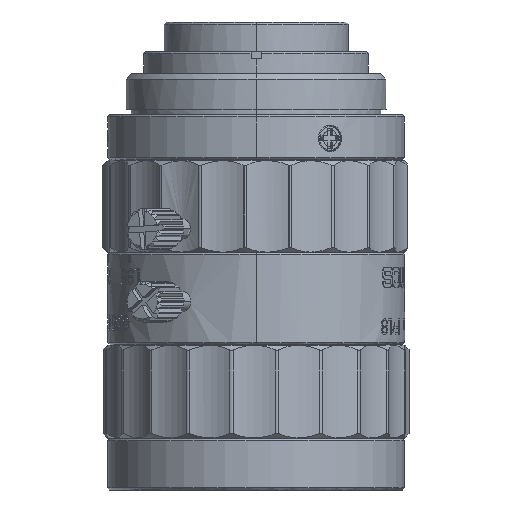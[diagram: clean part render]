
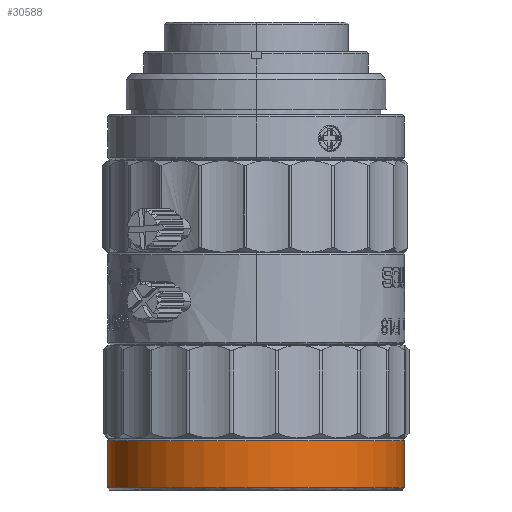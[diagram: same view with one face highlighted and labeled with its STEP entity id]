
A CAD part, left-side view. The second image highlights one B-rep face of the part: STEP entity #30588.
In plain terms, the highlighted free-form (B-spline) face has degree [1, 3] with [2, 4] control points.
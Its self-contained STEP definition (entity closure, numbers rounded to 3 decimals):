
#481 =( BOUNDED_CURVE ( )  B_SPLINE_CURVE ( 3, ( #72763, #8184, #58170, #52007 ),
 .UNSPECIFIED., .F., .F. ) 
 B_SPLINE_CURVE_WITH_KNOTS ( ( 4, 4 ),
 ( -3.142, 0. ),
 .UNSPECIFIED. ) 
 CURVE ( )  GEOMETRIC_REPRESENTATION_ITEM ( )  RATIONAL_B_SPLINE_CURVE ( ( 1., 0.333, 0.333, 1. ) ) 
 REPRESENTATION_ITEM ( '' )  );
#5871 = B_SPLINE_CURVE_WITH_KNOTS ( 'NONE', 1,
 ( #76757, #12182 ),
 .UNSPECIFIED., .F., .F.,
 ( 2, 2 ),
 ( -1., 0. ),
 .UNSPECIFIED. ) ;
#8184 = CARTESIAN_POINT ( 'NONE',  ( -14.5, -14.5, -9.41 ) ) ;
#10577 = VERTEX_POINT ( 'NONE', #48834 ) ;
#10979 =( BOUNDED_CURVE ( )  B_SPLINE_CURVE ( 3, ( #26685, #29816, #43925, #55387 ),
 .UNSPECIFIED., .F., .T. ) 
 B_SPLINE_CURVE_WITH_KNOTS ( ( 4, 4 ),
 ( -3.142, 0. ),
 .UNSPECIFIED. ) 
 CURVE ( )  GEOMETRIC_REPRESENTATION_ITEM ( )  RATIONAL_B_SPLINE_CURVE ( ( 1., 0.333, 0.333, 1. ) ) 
 REPRESENTATION_ITEM ( '' )  );
#11117 = FACE_OUTER_BOUND ( 'NONE', #17636, .T. ) ;
#12182 = CARTESIAN_POINT ( 'NONE',  ( 14.5, -14.5, -9.41 ) ) ;
#16797 = CARTESIAN_POINT ( 'NONE',  ( 14.5, -14.5, -9.41 ) ) ;
#17636 = EDGE_LOOP ( 'NONE', ( #78116, #65558, #72043, #79590 ) ) ;
#19892 = CARTESIAN_POINT ( 'NONE',  ( 14.5, -14.5, -9.41 ) ) ;
#20137 = CARTESIAN_POINT ( 'NONE',  ( 14.5, 14.5, -9.41 ) ) ;
#23433 = CARTESIAN_POINT ( 'NONE',  ( -14.5, -14.5, -14.01 ) ) ;
#26685 = CARTESIAN_POINT ( 'NONE',  ( 14.5, -14.5, -14.01 ) ) ;
#27744 = CARTESIAN_POINT ( 'NONE',  ( 14.5, -14.5, -14.01 ) ) ;
#29816 = CARTESIAN_POINT ( 'NONE',  ( -14.5, -14.5, -14.01 ) ) ;
#30588 = ADVANCED_FACE ( 'NONE', ( #11117 ), #47064, .F. ) ;
#34355 = EDGE_CURVE ( 'NONE', #83762, #43533, #10979, .T. ) ;
#43533 = VERTEX_POINT ( 'NONE', #71886 ) ;
#43925 = CARTESIAN_POINT ( 'NONE',  ( -14.5, 14.5, -14.01 ) ) ;
#47064 =( BOUNDED_SURFACE ( )  B_SPLINE_SURFACE ( 1, 3, ( 
 ( #73838, #87961, #23433, #82284 ),
 ( #75220, #59696, #52608, #16797 ) ),
 .UNSPECIFIED., .F., .F., .F. ) 
 B_SPLINE_SURFACE_WITH_KNOTS ( ( 2, 2 ),
 ( 4, 4 ),
 ( 0., 1. ),
 ( 0., 1. ),
 .UNSPECIFIED. ) 
 GEOMETRIC_REPRESENTATION_ITEM ( )  RATIONAL_B_SPLINE_SURFACE ( (
 ( 1., 0.333, 0.333, 1.),
 ( 1., 0.333, 0.333, 1.) ) ) 
 REPRESENTATION_ITEM ( '' )  SURFACE ( )  );
#48834 = CARTESIAN_POINT ( 'NONE',  ( 14.5, 14.5, -9.41 ) ) ;
#52007 = CARTESIAN_POINT ( 'NONE',  ( 14.5, 14.5, -9.41 ) ) ;
#52608 = CARTESIAN_POINT ( 'NONE',  ( -14.5, -14.5, -9.41 ) ) ;
#54993 = CARTESIAN_POINT ( 'NONE',  ( 14.5, 14.5, -14.01 ) ) ;
#55387 = CARTESIAN_POINT ( 'NONE',  ( 14.5, 14.5, -14.01 ) ) ;
#55727 = EDGE_CURVE ( 'NONE', #10577, #43533, #87710, .T. ) ;
#58170 = CARTESIAN_POINT ( 'NONE',  ( -14.5, 14.5, -9.41 ) ) ;
#59696 = CARTESIAN_POINT ( 'NONE',  ( -14.5, 14.5, -9.41 ) ) ;
#61497 = VERTEX_POINT ( 'NONE', #19892 ) ;
#65558 = ORIENTED_EDGE ( 'NONE', *, *, #89026, .T. ) ;
#70369 = EDGE_CURVE ( 'NONE', #61497, #10577, #481, .T. ) ;
#71886 = CARTESIAN_POINT ( 'NONE',  ( 14.5, 14.5, -14.01 ) ) ;
#72043 = ORIENTED_EDGE ( 'NONE', *, *, #70369, .T. ) ;
#72763 = CARTESIAN_POINT ( 'NONE',  ( 14.5, -14.5, -9.41 ) ) ;
#73838 = CARTESIAN_POINT ( 'NONE',  ( 14.5, 14.5, -14.01 ) ) ;
#75220 = CARTESIAN_POINT ( 'NONE',  ( 14.5, 14.5, -9.41 ) ) ;
#76757 = CARTESIAN_POINT ( 'NONE',  ( 14.5, -14.5, -14.01 ) ) ;
#78116 = ORIENTED_EDGE ( 'NONE', *, *, #34355, .F. ) ;
#79590 = ORIENTED_EDGE ( 'NONE', *, *, #55727, .T. ) ;
#82284 = CARTESIAN_POINT ( 'NONE',  ( 14.5, -14.5, -14.01 ) ) ;
#83762 = VERTEX_POINT ( 'NONE', #27744 ) ;
#87710 = B_SPLINE_CURVE_WITH_KNOTS ( 'NONE', 1,
 ( #20137, #54993 ),
 .UNSPECIFIED., .F., .F.,
 ( 2, 2 ),
 ( -1., 0. ),
 .UNSPECIFIED. ) ;
#87961 = CARTESIAN_POINT ( 'NONE',  ( -14.5, 14.5, -14.01 ) ) ;
#89026 = EDGE_CURVE ( 'NONE', #83762, #61497, #5871, .T. ) ;
